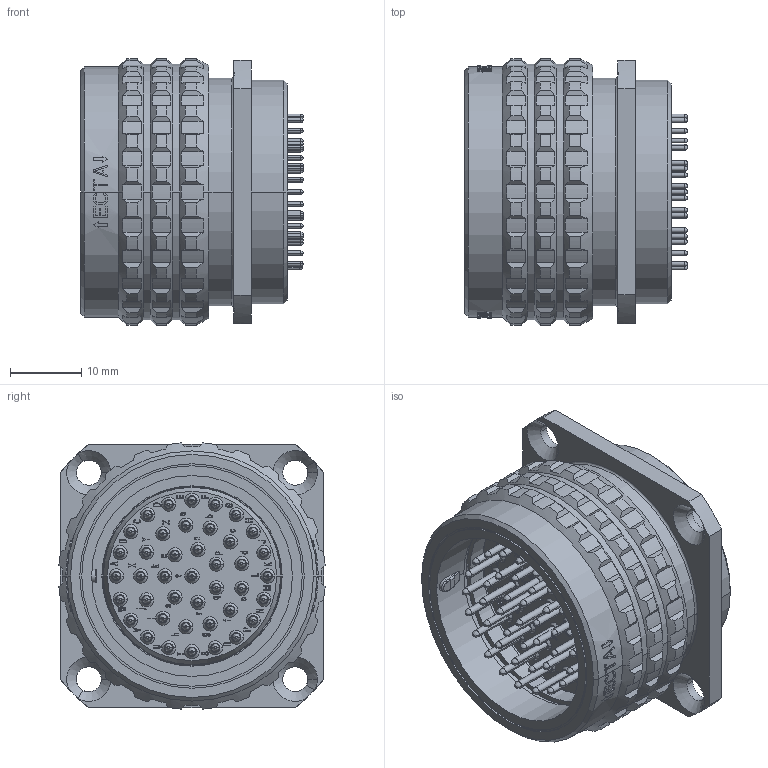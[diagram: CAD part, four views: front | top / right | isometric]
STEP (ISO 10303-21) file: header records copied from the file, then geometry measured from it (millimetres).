
FILE_DESCRIPTION((''),'2;1');
FILE_NAME('1332MESV541MY','2024-08-02T10:55:02',('paultorloting'),('NET AG system integration'),'CREO PARAMETRIC BY PTC INC, 2021404','CREO PARAMETRIC BY PTC INC, 2021404','');
FILE_SCHEMA(('AUTOMOTIVE_DESIGN { 1 0 10303 214 1 1 1 1 }'));
Length unit declared in the file: millimetre
Products named in the file (1): 1332MESV541MY
Bounding box: 31.3 x 37.38 x 37.38 mm (x, y, z)
Volume: 16883.1 mm3; surface area: 17294 mm2
Topology: 1 solids, 2 shells, 3345 faces, 8419 edges, 5457 vertices
Faces by surface type: plane 1855, cylinder 890, torus 293, bspline 164, cone 131, sphere 12
Entity records: 129722 total; most frequent: CARTESIAN_POINT 25492, DIRECTION 17271, ORIENTED_EDGE 16834, EDGE_CURVE 8417, AXIS2_PLACEMENT_3D 6277, VERTEX_POINT 5457, VECTOR 4714, LINE 4714
